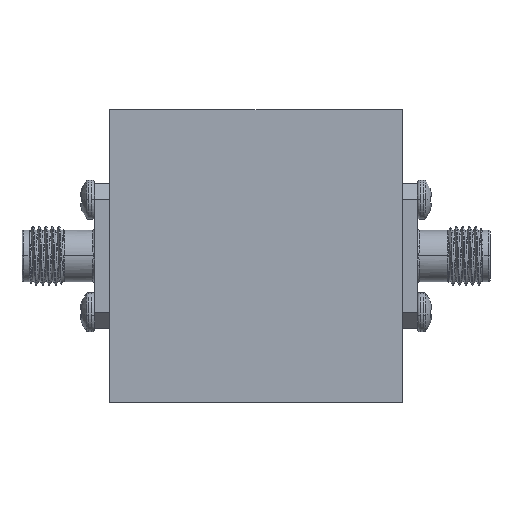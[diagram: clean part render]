
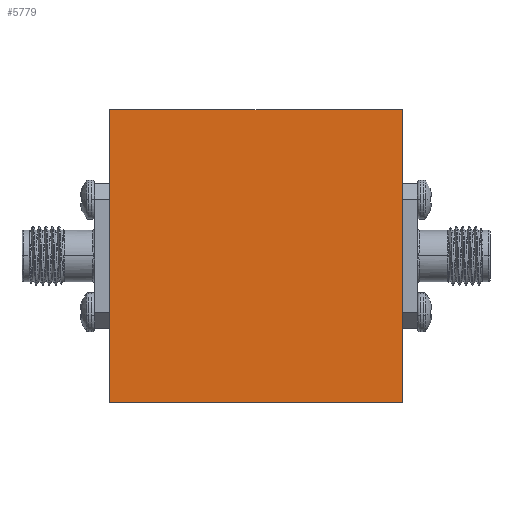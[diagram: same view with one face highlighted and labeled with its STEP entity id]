
A CAD part, front view. The second image highlights one B-rep face of the part: STEP entity #5779.
In plain terms, the highlighted planar face has unit normal (0, -1, 0).
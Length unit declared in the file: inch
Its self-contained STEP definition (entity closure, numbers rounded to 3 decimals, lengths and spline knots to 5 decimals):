
#270 = CARTESIAN_POINT ( 'NONE',  ( -0.625, -0.2815, 0.625 ) ) ;
#1017 = CARTESIAN_POINT ( 'NONE',  ( 0., -0.2815, 0. ) ) ;
#1777 = LINE ( 'NONE', #2067, #11029 ) ;
#2067 = CARTESIAN_POINT ( 'NONE',  ( -0.625, -0.2815, 0.625 ) ) ;
#2681 = CARTESIAN_POINT ( 'NONE',  ( 0.625, -0.2815, -0.625 ) ) ;
#3676 = VERTEX_POINT ( 'NONE', #2681 ) ;
#3727 = DIRECTION ( 'NONE',  ( 0., 0., -1. ) ) ;
#5637 = EDGE_CURVE ( 'NONE', #13912, #3676, #17225, .T. ) ;
#5779 = ADVANCED_FACE ( 'NONE', ( #9672 ), #17399, .T. ) ;
#5897 = ORIENTED_EDGE ( 'NONE', *, *, #5637, .F. ) ;
#6280 = CARTESIAN_POINT ( 'NONE',  ( -0.625, -0.2815, -0.625 ) ) ;
#6393 = LINE ( 'NONE', #270, #13526 ) ;
#6398 = EDGE_CURVE ( 'NONE', #9696, #13912, #1777, .T. ) ;
#6667 = DIRECTION ( 'NONE',  ( 0., 0., -1. ) ) ;
#7535 = EDGE_CURVE ( 'NONE', #13810, #9696, #6393, .T. ) ;
#8242 = CARTESIAN_POINT ( 'NONE',  ( 0.625, -0.2815, 0.625 ) ) ;
#8668 = VECTOR ( 'NONE', #16044, 39.37008 ) ;
#9652 = EDGE_LOOP ( 'NONE', ( #5897, #9799, #17413, #12677 ) ) ;
#9672 = FACE_OUTER_BOUND ( 'NONE', #9652, .T. ) ;
#9696 = VERTEX_POINT ( 'NONE', #19132 ) ;
#9741 = VECTOR ( 'NONE', #6667, 39.37008 ) ;
#9788 = CARTESIAN_POINT ( 'NONE',  ( 0.625, -0.2815, 0.625 ) ) ;
#9799 = ORIENTED_EDGE ( 'NONE', *, *, #6398, .F. ) ;
#9971 = DIRECTION ( 'NONE',  ( 0., -1., 0. ) ) ;
#11029 = VECTOR ( 'NONE', #12206, 39.37008 ) ;
#12161 = DIRECTION ( 'NONE',  ( 0., 0., 1. ) ) ;
#12206 = DIRECTION ( 'NONE',  ( 1., 0., 0. ) ) ;
#12677 = ORIENTED_EDGE ( 'NONE', *, *, #12942, .F. ) ;
#12942 = EDGE_CURVE ( 'NONE', #3676, #13810, #17507, .T. ) ;
#13526 = VECTOR ( 'NONE', #12161, 39.37008 ) ;
#13810 = VERTEX_POINT ( 'NONE', #6280 ) ;
#13912 = VERTEX_POINT ( 'NONE', #9788 ) ;
#16044 = DIRECTION ( 'NONE',  ( -1., 0., 0. ) ) ;
#17225 = LINE ( 'NONE', #8242, #9741 ) ;
#17399 = PLANE ( 'NONE',  #19145 ) ;
#17413 = ORIENTED_EDGE ( 'NONE', *, *, #7535, .F. ) ;
#17507 = LINE ( 'NONE', #19184, #8668 ) ;
#19132 = CARTESIAN_POINT ( 'NONE',  ( -0.625, -0.2815, 0.625 ) ) ;
#19145 = AXIS2_PLACEMENT_3D ( 'NONE', #1017, #9971, #3727 ) ;
#19184 = CARTESIAN_POINT ( 'NONE',  ( -0.625, -0.2815, -0.625 ) ) ;
